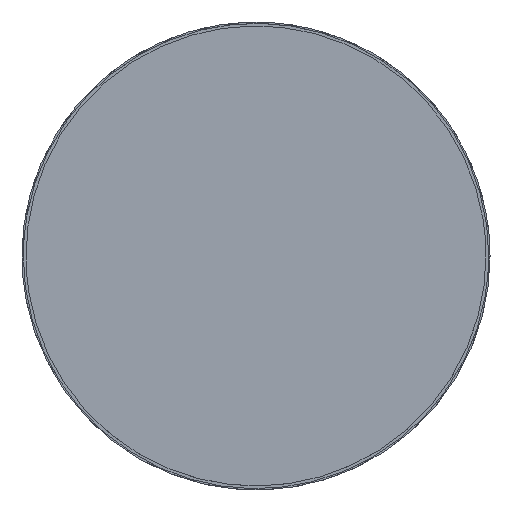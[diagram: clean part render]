
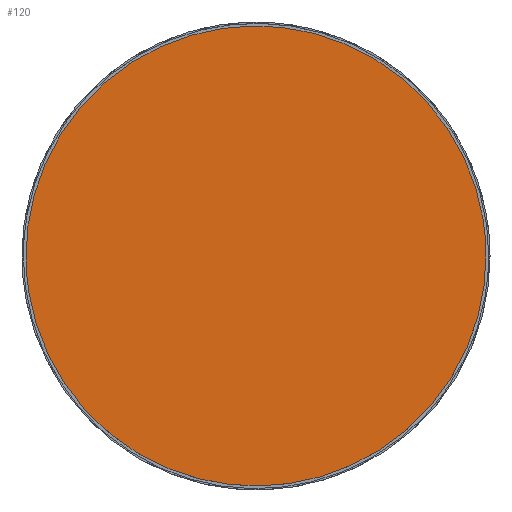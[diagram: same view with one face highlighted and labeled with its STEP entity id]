
A CAD part, top view. The second image highlights one B-rep face of the part: STEP entity #120.
In plain terms, the highlighted planar face has unit normal (0, 0, 1).
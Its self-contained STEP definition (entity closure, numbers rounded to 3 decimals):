
#120=ADVANCED_FACE('',(#203),#1030,.T.);
#203=FACE_OUTER_BOUND('',#288,.T.);
#288=EDGE_LOOP('',(#392,#393));
#392=ORIENTED_EDGE('',*,*,#669,.F.);
#393=ORIENTED_EDGE('',*,*,#665,.F.);
#665=EDGE_CURVE('',#951,#953,#810,.T.);
#669=EDGE_CURVE('',#953,#951,#814,.T.);
#810=(
BOUNDED_CURVE()
B_SPLINE_CURVE(2,(#1260,#1261,#1262,#1263,#1264),.UNSPECIFIED.,.F.,.F.)
B_SPLINE_CURVE_WITH_KNOTS((3,2,3),(-2161.278,-1620.959,
-1080.639),.UNSPECIFIED.)
CURVE()
GEOMETRIC_REPRESENTATION_ITEM()
RATIONAL_B_SPLINE_CURVE((1.,0.707,1.,0.707,1.))
REPRESENTATION_ITEM('')
);
#814=(
BOUNDED_CURVE()
B_SPLINE_CURVE(2,(#1274,#1275,#1276,#1277,#1278),.UNSPECIFIED.,.F.,.F.)
B_SPLINE_CURVE_WITH_KNOTS((3,2,3),(-1080.639,-540.32,
0.),.UNSPECIFIED.)
CURVE()
GEOMETRIC_REPRESENTATION_ITEM()
RATIONAL_B_SPLINE_CURVE((1.,0.707,1.,0.707,1.))
REPRESENTATION_ITEM('')
);
#951=VERTEX_POINT('',#1256);
#953=VERTEX_POINT('',#1258);
#1030=PLANE('',#1073);
#1073=AXIS2_PLACEMENT_3D('',#1244,#1100,$);
#1100=DIRECTION('',(0.,0.,1.));
#1244=CARTESIAN_POINT('',(75128.8,-72450.146,559.807));
#1256=CARTESIAN_POINT('',(75079.66,-72204.447,559.807));
#1258=CARTESIAN_POINT('',(74686.542,-72204.447,559.807));
#1260=CARTESIAN_POINT('',(75079.66,-72204.447,559.807));
#1261=CARTESIAN_POINT('',(75079.66,-72401.006,559.807));
#1262=CARTESIAN_POINT('',(74883.101,-72401.006,559.807));
#1263=CARTESIAN_POINT('',(74686.542,-72401.006,559.807));
#1264=CARTESIAN_POINT('',(74686.542,-72204.447,559.807));
#1274=CARTESIAN_POINT('',(74686.542,-72204.447,559.807));
#1275=CARTESIAN_POINT('',(74686.542,-72007.888,559.807));
#1276=CARTESIAN_POINT('',(74883.101,-72007.888,559.807));
#1277=CARTESIAN_POINT('',(75079.66,-72007.888,559.807));
#1278=CARTESIAN_POINT('',(75079.66,-72204.447,559.807));
